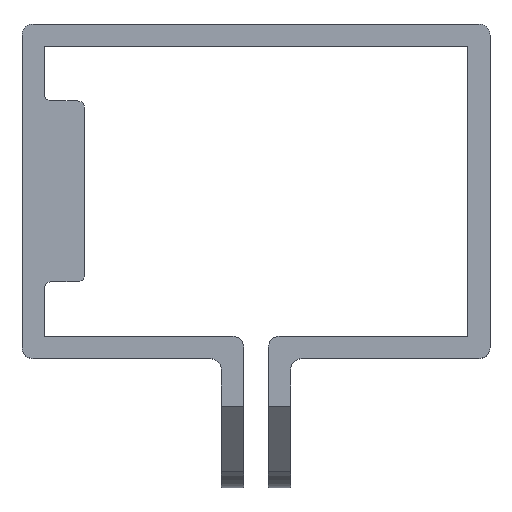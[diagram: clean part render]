
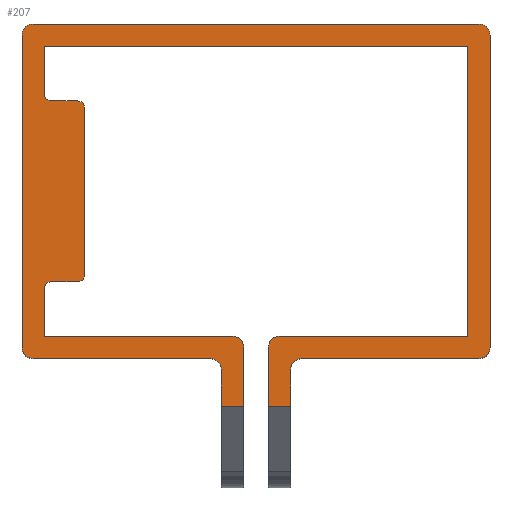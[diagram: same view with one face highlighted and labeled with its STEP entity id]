
A CAD part, top view. The second image highlights one B-rep face of the part: STEP entity #207.
In plain terms, the highlighted planar face has unit normal (0, 0, 1).
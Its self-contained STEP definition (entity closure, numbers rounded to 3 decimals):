
#207=ADVANCED_FACE('',(#466),#467,.T.);
#466=FACE_OUTER_BOUND('',#772,.T.);
#467=PLANE('',#773);
#772=EDGE_LOOP('',(#1361,#1362,#1363,#1364,#1365,#1366,#1367,#1368,#1369,#1370,#1371,#1372,#1373,#1374,#1375,#1376,#1377,#1378,#1379,#1380,#1381,#1382,#1383,#1384,#1385,#1386,#1387,#1388,#1389,#1390,#1391,#1392));
#773=AXIS2_PLACEMENT_3D('',#1393,#1394,#1395);
#1361=ORIENTED_EDGE('',*,*,#1963,.T.);
#1362=ORIENTED_EDGE('',*,*,#1891,.T.);
#1363=ORIENTED_EDGE('',*,*,#2107,.T.);
#1364=ORIENTED_EDGE('',*,*,#2022,.T.);
#1365=ORIENTED_EDGE('',*,*,#2108,.T.);
#1366=ORIENTED_EDGE('',*,*,#1906,.T.);
#1367=ORIENTED_EDGE('',*,*,#2109,.T.);
#1368=ORIENTED_EDGE('',*,*,#2110,.T.);
#1369=ORIENTED_EDGE('',*,*,#1994,.T.);
#1370=ORIENTED_EDGE('',*,*,#2111,.T.);
#1371=ORIENTED_EDGE('',*,*,#1941,.T.);
#1372=ORIENTED_EDGE('',*,*,#2112,.T.);
#1373=ORIENTED_EDGE('',*,*,#2113,.T.);
#1374=ORIENTED_EDGE('',*,*,#2114,.T.);
#1375=ORIENTED_EDGE('',*,*,#2085,.T.);
#1376=ORIENTED_EDGE('',*,*,#2090,.T.);
#1377=ORIENTED_EDGE('',*,*,#2049,.T.);
#1378=ORIENTED_EDGE('',*,*,#2115,.T.);
#1379=ORIENTED_EDGE('',*,*,#2037,.F.);
#1380=ORIENTED_EDGE('',*,*,#2054,.F.);
#1381=ORIENTED_EDGE('',*,*,#2116,.T.);
#1382=ORIENTED_EDGE('',*,*,#2117,.T.);
#1383=ORIENTED_EDGE('',*,*,#2118,.T.);
#1384=ORIENTED_EDGE('',*,*,#2119,.T.);
#1385=ORIENTED_EDGE('',*,*,#2120,.T.);
#1386=ORIENTED_EDGE('',*,*,#2079,.T.);
#1387=ORIENTED_EDGE('',*,*,#2121,.T.);
#1388=ORIENTED_EDGE('',*,*,#2027,.F.);
#1389=ORIENTED_EDGE('',*,*,#2122,.F.);
#1390=ORIENTED_EDGE('',*,*,#1956,.F.);
#1391=ORIENTED_EDGE('',*,*,#2093,.F.);
#1392=ORIENTED_EDGE('',*,*,#2123,.T.);
#1393=CARTESIAN_POINT('',(0.0,0.0,12.0));
#1394=DIRECTION('',(0.0,0.0,1.0));
#1395=DIRECTION('',(1.0,0.0,0.0));
#1891=EDGE_CURVE('',#2280,#2284,#2286,.T.);
#1906=EDGE_CURVE('',#2312,#2313,#2314,.T.);
#1941=EDGE_CURVE('',#2376,#2374,#2377,.T.);
#1956=EDGE_CURVE('',#2400,#2402,#2403,.T.);
#1963=EDGE_CURVE('',#2413,#2280,#2414,.T.);
#1994=EDGE_CURVE('',#2467,#2468,#2469,.T.);
#2022=EDGE_CURVE('',#2513,#2514,#2515,.F.);
#2027=EDGE_CURVE('',#2522,#2523,#2524,.T.);
#2037=EDGE_CURVE('',#2539,#2540,#2541,.T.);
#2049=EDGE_CURVE('',#2559,#2557,#2560,.T.);
#2054=EDGE_CURVE('',#2564,#2539,#2566,.T.);
#2079=EDGE_CURVE('',#2600,#2598,#2601,.T.);
#2085=EDGE_CURVE('',#2610,#2608,#2611,.T.);
#2090=EDGE_CURVE('',#2608,#2559,#2617,.T.);
#2093=EDGE_CURVE('',#2619,#2400,#2621,.T.);
#2107=EDGE_CURVE('',#2284,#2513,#2636,.T.);
#2108=EDGE_CURVE('',#2514,#2312,#2637,.T.);
#2109=EDGE_CURVE('',#2313,#2638,#2639,.T.);
#2110=EDGE_CURVE('',#2638,#2467,#2640,.T.);
#2111=EDGE_CURVE('',#2468,#2376,#2641,.T.);
#2112=EDGE_CURVE('',#2374,#2642,#2643,.T.);
#2113=EDGE_CURVE('',#2642,#2644,#2645,.T.);
#2114=EDGE_CURVE('',#2644,#2610,#2646,.F.);
#2115=EDGE_CURVE('',#2557,#2540,#2647,.T.);
#2116=EDGE_CURVE('',#2564,#2648,#2649,.F.);
#2117=EDGE_CURVE('',#2648,#2650,#2651,.T.);
#2118=EDGE_CURVE('',#2650,#2652,#2653,.T.);
#2119=EDGE_CURVE('',#2652,#2654,#2655,.T.);
#2120=EDGE_CURVE('',#2654,#2600,#2656,.T.);
#2121=EDGE_CURVE('',#2598,#2523,#2657,.F.);
#2122=EDGE_CURVE('',#2402,#2522,#2658,.T.);
#2123=EDGE_CURVE('',#2619,#2413,#2659,.T.);
#2280=VERTEX_POINT('',#2844);
#2284=VERTEX_POINT('',#2850);
#2286=LINE('',#2853,#2854);
#2312=VERTEX_POINT('',#2886);
#2313=VERTEX_POINT('',#2887);
#2314=CIRCLE('',#2888,1.5);
#2374=VERTEX_POINT('',#2968);
#2376=VERTEX_POINT('',#2971);
#2377=LINE('',#2972,#2973);
#2400=VERTEX_POINT('',#3004);
#2402=VERTEX_POINT('',#3007);
#2403=LINE('',#3008,#3009);
#2413=VERTEX_POINT('',#3021);
#2414=LINE('',#3022,#3023);
#2467=VERTEX_POINT('',#3090);
#2468=VERTEX_POINT('',#3091);
#2469=LINE('',#3092,#3093);
#2513=VERTEX_POINT('',#3149);
#2514=VERTEX_POINT('',#3150);
#2515=CIRCLE('',#3151,1.5);
#2522=VERTEX_POINT('',#3160);
#2523=VERTEX_POINT('',#3161);
#2524=LINE('',#3162,#3163);
#2539=VERTEX_POINT('',#3182);
#2540=VERTEX_POINT('',#3183);
#2541=LINE('',#3184,#3185);
#2557=VERTEX_POINT('',#3208);
#2559=VERTEX_POINT('',#3211);
#2560=LINE('',#3212,#3213);
#2564=VERTEX_POINT('',#3218);
#2566=LINE('',#3221,#3222);
#2598=VERTEX_POINT('',#3264);
#2600=VERTEX_POINT('',#3267);
#2601=LINE('',#3268,#3269);
#2608=VERTEX_POINT('',#3278);
#2610=VERTEX_POINT('',#3281);
#2611=LINE('',#3282,#3283);
#2617=LINE('',#3291,#3292);
#2619=VERTEX_POINT('',#3294);
#2621=LINE('',#3297,#3298);
#2636=LINE('',#3317,#3318);
#2637=LINE('',#3319,#3320);
#2638=VERTEX_POINT('',#3321);
#2639=LINE('',#3322,#3323);
#2640=CIRCLE('',#3324,1.5);
#2641=CIRCLE('',#3325,1.5);
#2642=VERTEX_POINT('',#3326);
#2643=CIRCLE('',#3327,1.5);
#2644=VERTEX_POINT('',#3328);
#2645=LINE('',#3329,#3330);
#2646=CIRCLE('',#3331,1.5);
#2647=CIRCLE('',#3332,1.5);
#2648=VERTEX_POINT('',#3333);
#2649=CIRCLE('',#3334,1.0);
#2650=VERTEX_POINT('',#3335);
#2651=LINE('',#3336,#3337);
#2652=VERTEX_POINT('',#3338);
#2653=CIRCLE('',#3339,1.0);
#2654=VERTEX_POINT('',#3340);
#2655=LINE('',#3341,#3342);
#2656=CIRCLE('',#3343,1.0);
#2657=CIRCLE('',#3344,1.0);
#2658=LINE('',#3345,#3346);
#2659=CIRCLE('',#3347,1.5);
#2844=CARTESIAN_POINT('',(1.675,-29.15,12.0));
#2850=CARTESIAN_POINT('',(4.675,-29.15,12.0));
#2853=CARTESIAN_POINT('',(4.675,-29.15,12.0));
#2854=VECTOR('',#3566,1000.0);
#2886=CARTESIAN_POINT('',(30.2,-22.65,12.0));
#2887=CARTESIAN_POINT('',(31.7,-21.15,12.0));
#2888=AXIS2_PLACEMENT_3D('',#3588,#3589,#3590);
#2968=CARTESIAN_POINT('',(-31.7,-21.15,12.0));
#2971=CARTESIAN_POINT('',(-31.7,21.15,12.0));
#2972=CARTESIAN_POINT('',(-31.7,0.,12.0));
#2973=VECTOR('',#3636,1000.0);
#3004=CARTESIAN_POINT('',(28.7,-19.65,12.0));
#3007=CARTESIAN_POINT('',(28.7,19.65,12.0));
#3008=CARTESIAN_POINT('',(28.7,0.,12.0));
#3009=VECTOR('',#3655,1000.0);
#3021=CARTESIAN_POINT('',(1.675,-21.15,12.0));
#3022=CARTESIAN_POINT('',(1.675,0.,12.0));
#3023=VECTOR('',#3667,1000.0);
#3090=CARTESIAN_POINT('',(30.2,22.65,12.0));
#3091=CARTESIAN_POINT('',(-30.2,22.65,12.0));
#3092=CARTESIAN_POINT('',(0.,22.65,12.0));
#3093=VECTOR('',#3715,1000.0);
#3149=CARTESIAN_POINT('',(4.675,-24.15,12.0));
#3150=CARTESIAN_POINT('',(6.175,-22.65,12.0));
#3151=AXIS2_PLACEMENT_3D('',#3755,#3756,#3757);
#3160=CARTESIAN_POINT('',(-28.7,19.65,12.0));
#3161=CARTESIAN_POINT('',(-28.7,13.25,12.0));
#3162=CARTESIAN_POINT('',(-28.7,0.,12.0));
#3163=VECTOR('',#3763,1000.0);
#3182=CARTESIAN_POINT('',(-28.7,-19.65,12.0));
#3183=CARTESIAN_POINT('',(-3.175,-19.65,12.0));
#3184=CARTESIAN_POINT('',(0.,-19.65,12.0));
#3185=VECTOR('',#3777,1000.0);
#3208=CARTESIAN_POINT('',(-1.675,-21.15,12.0));
#3211=CARTESIAN_POINT('',(-1.675,-29.15,12.0));
#3212=CARTESIAN_POINT('',(-1.675,0.,12.0));
#3213=VECTOR('',#3792,1000.0);
#3218=CARTESIAN_POINT('',(-28.7,-13.25,12.0));
#3221=CARTESIAN_POINT('',(-28.7,0.,12.0));
#3222=VECTOR('',#3798,1000.0);
#3264=CARTESIAN_POINT('',(-27.7,12.25,12.0));
#3267=CARTESIAN_POINT('',(-24.2,12.25,12.0));
#3268=CARTESIAN_POINT('',(-27.7,12.25,12.0));
#3269=VECTOR('',#3831,1000.0);
#3278=CARTESIAN_POINT('',(-4.675,-29.15,12.0));
#3281=CARTESIAN_POINT('',(-4.675,-24.15,12.0));
#3282=CARTESIAN_POINT('',(-4.675,-30.65,12.0));
#3283=VECTOR('',#3838,1000.0);
#3291=CARTESIAN_POINT('',(-1.675,-29.15,12.0));
#3292=VECTOR('',#3844,1000.0);
#3294=CARTESIAN_POINT('',(3.175,-19.65,12.0));
#3297=CARTESIAN_POINT('',(0.,-19.65,12.0));
#3298=VECTOR('',#3846,1000.0);
#3317=CARTESIAN_POINT('',(4.675,-30.65,12.0));
#3318=VECTOR('',#3863,1000.0);
#3319=CARTESIAN_POINT('',(0.,-22.65,12.0));
#3320=VECTOR('',#3864,1000.0);
#3321=CARTESIAN_POINT('',(31.7,21.15,12.0));
#3322=CARTESIAN_POINT('',(31.7,0.,12.0));
#3323=VECTOR('',#3865,1000.0);
#3324=AXIS2_PLACEMENT_3D('',#3866,#3867,#3868);
#3325=AXIS2_PLACEMENT_3D('',#3869,#3870,#3871);
#3326=CARTESIAN_POINT('',(-30.2,-22.65,12.0));
#3327=AXIS2_PLACEMENT_3D('',#3872,#3873,#3874);
#3328=CARTESIAN_POINT('',(-6.175,-22.65,12.0));
#3329=CARTESIAN_POINT('',(0.,-22.65,12.0));
#3330=VECTOR('',#3875,1000.0);
#3331=AXIS2_PLACEMENT_3D('',#3876,#3877,#3878);
#3332=AXIS2_PLACEMENT_3D('',#3879,#3880,#3881);
#3333=CARTESIAN_POINT('',(-27.7,-12.25,12.0));
#3334=AXIS2_PLACEMENT_3D('',#3882,#3883,#3884);
#3335=CARTESIAN_POINT('',(-24.2,-12.25,12.0));
#3336=CARTESIAN_POINT('',(-27.7,-12.25,12.0));
#3337=VECTOR('',#3885,1000.0);
#3338=CARTESIAN_POINT('',(-23.2,-11.25,12.0));
#3339=AXIS2_PLACEMENT_3D('',#3886,#3887,#3888);
#3340=CARTESIAN_POINT('',(-23.2,11.25,12.0));
#3341=CARTESIAN_POINT('',(-23.2,0.,12.0));
#3342=VECTOR('',#3889,1000.0);
#3343=AXIS2_PLACEMENT_3D('',#3890,#3891,#3892);
#3344=AXIS2_PLACEMENT_3D('',#3893,#3894,#3895);
#3345=CARTESIAN_POINT('',(0.,19.65,12.0));
#3346=VECTOR('',#3896,1000.0);
#3347=AXIS2_PLACEMENT_3D('',#3897,#3898,#3899);
#3566=DIRECTION('',(1.0,0.0,0.0));
#3588=CARTESIAN_POINT('',(30.2,-21.15,12.0));
#3589=DIRECTION('',(0.0,0.0,1.0));
#3590=DIRECTION('',(1.0,0.0,0.0));
#3636=DIRECTION('',(0.,-1.0,0.0));
#3655=DIRECTION('',(0.,1.0,0.0));
#3667=DIRECTION('',(0.,-1.0,0.0));
#3715=DIRECTION('',(-1.0,0.,0.0));
#3755=CARTESIAN_POINT('',(6.175,-24.15,12.0));
#3756=DIRECTION('',(0.0,0.0,1.0));
#3757=DIRECTION('',(1.0,0.0,0.0));
#3763=DIRECTION('',(0.,-1.0,0.0));
#3777=DIRECTION('',(1.0,0.0,0.0));
#3792=DIRECTION('',(0.,1.0,0.0));
#3798=DIRECTION('',(0.,-1.0,0.0));
#3831=DIRECTION('',(-1.0,0.,0.0));
#3838=DIRECTION('',(0.,-1.0,0.0));
#3844=DIRECTION('',(1.0,0.0,0.0));
#3846=DIRECTION('',(1.0,0.0,0.0));
#3863=DIRECTION('',(0.,1.0,0.0));
#3864=DIRECTION('',(1.0,0.0,0.0));
#3865=DIRECTION('',(0.,1.0,0.0));
#3866=CARTESIAN_POINT('',(30.2,21.15,12.0));
#3867=DIRECTION('',(0.0,0.0,1.0));
#3868=DIRECTION('',(1.0,0.0,0.0));
#3869=CARTESIAN_POINT('',(-30.2,21.15,12.0));
#3870=DIRECTION('',(0.0,0.0,1.0));
#3871=DIRECTION('',(1.0,0.0,0.0));
#3872=CARTESIAN_POINT('',(-30.2,-21.15,12.0));
#3873=DIRECTION('',(0.0,0.0,1.0));
#3874=DIRECTION('',(1.0,0.0,0.0));
#3875=DIRECTION('',(1.0,0.0,0.0));
#3876=CARTESIAN_POINT('',(-6.175,-24.15,12.0));
#3877=DIRECTION('',(0.0,0.0,1.0));
#3878=DIRECTION('',(1.0,0.0,0.0));
#3879=CARTESIAN_POINT('',(-3.175,-21.15,12.0));
#3880=DIRECTION('',(0.0,0.0,1.0));
#3881=DIRECTION('',(1.0,0.0,0.0));
#3882=CARTESIAN_POINT('',(-27.7,-13.25,12.0));
#3883=DIRECTION('',(0.0,0.0,1.0));
#3884=DIRECTION('',(1.0,0.0,0.0));
#3885=DIRECTION('',(1.0,0.0,0.0));
#3886=CARTESIAN_POINT('',(-24.2,-11.25,12.0));
#3887=DIRECTION('',(0.0,0.0,1.0));
#3888=DIRECTION('',(1.0,0.0,0.0));
#3889=DIRECTION('',(0.,1.0,0.0));
#3890=CARTESIAN_POINT('',(-24.2,11.25,12.0));
#3891=DIRECTION('',(0.0,0.0,1.0));
#3892=DIRECTION('',(1.0,0.0,0.0));
#3893=CARTESIAN_POINT('',(-27.7,13.25,12.0));
#3894=DIRECTION('',(0.0,0.0,1.0));
#3895=DIRECTION('',(1.0,0.0,0.0));
#3896=DIRECTION('',(-1.0,0.,0.0));
#3897=CARTESIAN_POINT('',(3.175,-21.15,12.0));
#3898=DIRECTION('',(0.0,0.0,1.0));
#3899=DIRECTION('',(1.0,0.0,0.0));
